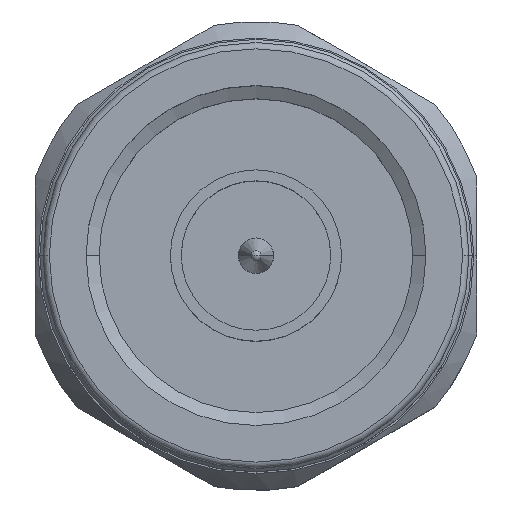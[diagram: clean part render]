
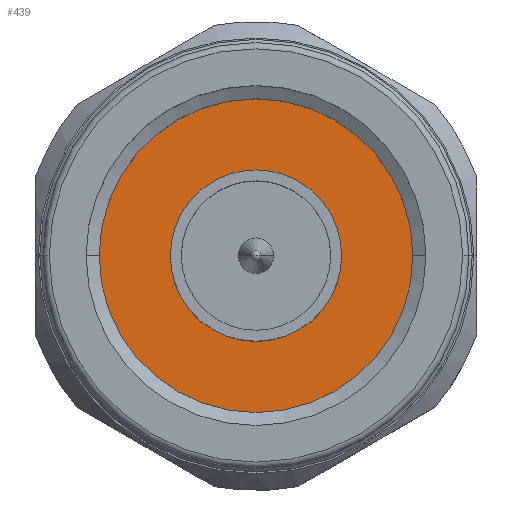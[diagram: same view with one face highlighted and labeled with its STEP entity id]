
A CAD part, top view. The second image highlights one B-rep face of the part: STEP entity #439.
In plain terms, the highlighted face is planar.
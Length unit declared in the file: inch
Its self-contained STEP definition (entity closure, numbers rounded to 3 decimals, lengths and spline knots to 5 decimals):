
#66 = CIRCLE ( 'NONE', #3267, 0.15748 ) ;
#90 = CARTESIAN_POINT ( 'NONE',  ( 0.35943, 0., -0.34395 ) ) ;
#439 = ADVANCED_FACE ( 'NONE', ( #2911, #7968 ), #5439, .F. ) ;
#522 = DIRECTION ( 'NONE',  ( 1., 0., 0. ) ) ;
#993 = AXIS2_PLACEMENT_3D ( 'NONE', #3972, #2018, #4589 ) ;
#1322 = CARTESIAN_POINT ( 'NONE',  ( 0.35943, 0.34395, 0. ) ) ;
#1684 = EDGE_CURVE ( 'NONE', #7310, #8081, #66, .T. ) ;
#1788 = ORIENTED_EDGE ( 'NONE', *, *, #6494, .F. ) ;
#1799 = DIRECTION ( 'NONE',  ( 0., 0., -1. ) ) ;
#1863 = DIRECTION ( 'NONE',  ( 0., 0., -1. ) ) ;
#2018 = DIRECTION ( 'NONE',  ( 1., 0., 0. ) ) ;
#2094 = ORIENTED_EDGE ( 'NONE', *, *, #8112, .F. ) ;
#2307 = AXIS2_PLACEMENT_3D ( 'NONE', #8203, #8161, #1863 ) ;
#2381 = DIRECTION ( 'NONE',  ( 0., 0., -1. ) ) ;
#2469 = VERTEX_POINT ( 'NONE', #90 ) ;
#2911 = FACE_OUTER_BOUND ( 'NONE', #8108, .T. ) ;
#3267 = AXIS2_PLACEMENT_3D ( 'NONE', #7341, #5546, #2381 ) ;
#3314 = CARTESIAN_POINT ( 'NONE',  ( 0.35943, 0., -0.15748 ) ) ;
#3972 = CARTESIAN_POINT ( 'NONE',  ( 0.35943, 0., 0. ) ) ;
#4589 = DIRECTION ( 'NONE',  ( 0., 0., -1. ) ) ;
#4876 = EDGE_CURVE ( 'NONE', #8081, #7310, #6797, .T. ) ;
#4904 = VERTEX_POINT ( 'NONE', #7536 ) ;
#4953 = AXIS2_PLACEMENT_3D ( 'NONE', #1322, #522, #7690 ) ;
#5252 = CIRCLE ( 'NONE', #993, 0.34395 ) ;
#5365 = CIRCLE ( 'NONE', #2307, 0.34395 ) ;
#5439 = PLANE ( 'NONE',  #4953 ) ;
#5546 = DIRECTION ( 'NONE',  ( 1., 0., 0. ) ) ;
#5621 = ORIENTED_EDGE ( 'NONE', *, *, #1684, .T. ) ;
#6210 = CARTESIAN_POINT ( 'NONE',  ( 0.35943, 0., 0. ) ) ;
#6266 = EDGE_LOOP ( 'NONE', ( #7375, #5621 ) ) ;
#6494 = EDGE_CURVE ( 'NONE', #2469, #4904, #5365, .T. ) ;
#6658 = CARTESIAN_POINT ( 'NONE',  ( 0.35943, 0., 0.15748 ) ) ;
#6797 = CIRCLE ( 'NONE', #7845, 0.15748 ) ;
#6880 = DIRECTION ( 'NONE',  ( 1., 0., 0. ) ) ;
#7310 = VERTEX_POINT ( 'NONE', #6658 ) ;
#7341 = CARTESIAN_POINT ( 'NONE',  ( 0.35943, 0., 0. ) ) ;
#7375 = ORIENTED_EDGE ( 'NONE', *, *, #4876, .T. ) ;
#7536 = CARTESIAN_POINT ( 'NONE',  ( 0.35943, 0., 0.34395 ) ) ;
#7690 = DIRECTION ( 'NONE',  ( 0., 0., -1. ) ) ;
#7845 = AXIS2_PLACEMENT_3D ( 'NONE', #6210, #6880, #1799 ) ;
#7968 = FACE_BOUND ( 'NONE', #6266, .T. ) ;
#8081 = VERTEX_POINT ( 'NONE', #3314 ) ;
#8108 = EDGE_LOOP ( 'NONE', ( #1788, #2094 ) ) ;
#8112 = EDGE_CURVE ( 'NONE', #4904, #2469, #5252, .T. ) ;
#8161 = DIRECTION ( 'NONE',  ( 1., 0., 0. ) ) ;
#8203 = CARTESIAN_POINT ( 'NONE',  ( 0.35943, 0., 0. ) ) ;
